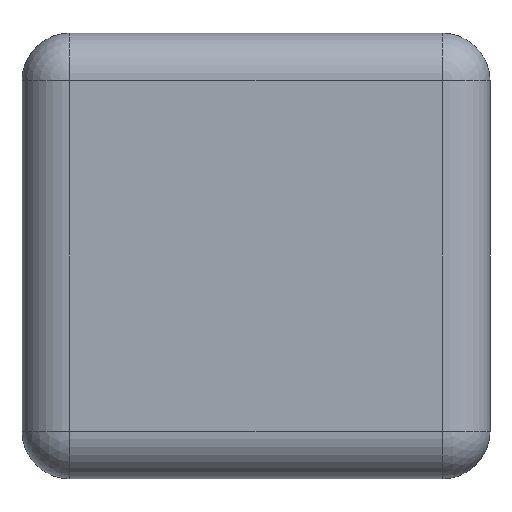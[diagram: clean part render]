
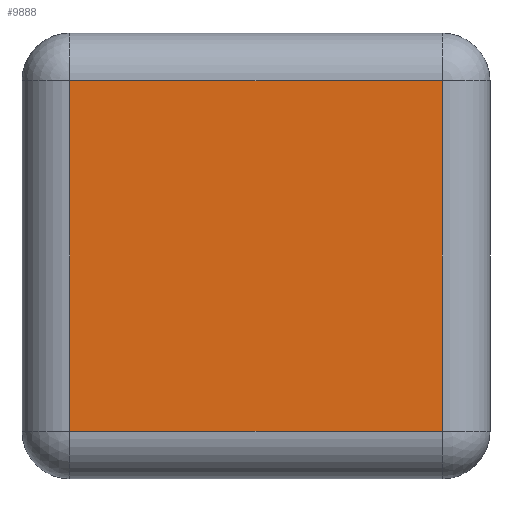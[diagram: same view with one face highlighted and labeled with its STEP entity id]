
A CAD part, front view. The second image highlights one B-rep face of the part: STEP entity #9888.
In plain terms, the highlighted planar face has unit normal (0, -1, 0).
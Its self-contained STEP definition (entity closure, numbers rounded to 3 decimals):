
#383 = ORIENTED_EDGE ( 'NONE', *, *, #58530, .T. ) ;
#1468 = FACE_OUTER_BOUND ( 'NONE', #3401, .T. ) ;
#3401 = EDGE_LOOP ( 'NONE', ( #5788, #4335, #383, #21886 ) ) ;
#4335 = ORIENTED_EDGE ( 'NONE', *, *, #32529, .T. ) ;
#5373 = VERTEX_POINT ( 'NONE', #33318 ) ;
#5788 = ORIENTED_EDGE ( 'NONE', *, *, #39793, .T. ) ;
#7088 = DIRECTION ( 'NONE',  ( 0., 0., -1. ) ) ;
#8524 = CARTESIAN_POINT ( 'NONE',  ( 311.292, -299.909, 372.718 ) ) ;
#9456 = CARTESIAN_POINT ( 'NONE',  ( 311.292, -299.909, -292.718 ) ) ;
#9888 = ADVANCED_FACE ( 'NONE', ( #1468 ), #65885, .T. ) ;
#11705 = CARTESIAN_POINT ( 'NONE',  ( 311.292, -299.909, 292.718 ) ) ;
#16580 = VECTOR ( 'NONE', #58549, 1000. ) ;
#17404 = DIRECTION ( 'NONE',  ( -1., 0., 0. ) ) ;
#20580 = CARTESIAN_POINT ( 'NONE',  ( -311.292, -299.909, 0. ) ) ;
#21886 = ORIENTED_EDGE ( 'NONE', *, *, #24815, .T. ) ;
#24003 = LINE ( 'NONE', #8524, #38632 ) ;
#24815 = EDGE_CURVE ( 'NONE', #55550, #44453, #55400, .T. ) ;
#32529 = EDGE_CURVE ( 'NONE', #64415, #5373, #58892, .T. ) ;
#33318 = CARTESIAN_POINT ( 'NONE',  ( -311.292, -299.909, 292.718 ) ) ;
#34296 = CARTESIAN_POINT ( 'NONE',  ( 391.292, -299.909, -292.718 ) ) ;
#38632 = VECTOR ( 'NONE', #40881, 1000. ) ;
#39793 = EDGE_CURVE ( 'NONE', #44453, #64415, #24003, .T. ) ;
#40881 = DIRECTION ( 'NONE',  ( 0., 0., 1. ) ) ;
#44416 = CARTESIAN_POINT ( 'NONE',  ( -311.292, -299.909, -292.718 ) ) ;
#44453 = VERTEX_POINT ( 'NONE', #9456 ) ;
#45751 = VECTOR ( 'NONE', #50469, 1000. ) ;
#49758 = CARTESIAN_POINT ( 'NONE',  ( 0., -299.909, 292.718 ) ) ;
#50350 = CARTESIAN_POINT ( 'NONE',  ( 0., -299.909, 0. ) ) ;
#50469 = DIRECTION ( 'NONE',  ( 1., 0., 0. ) ) ;
#55400 = LINE ( 'NONE', #34296, #45751 ) ;
#55550 = VERTEX_POINT ( 'NONE', #44416 ) ;
#58530 = EDGE_CURVE ( 'NONE', #5373, #55550, #58899, .T. ) ;
#58549 = DIRECTION ( 'NONE',  ( 0., 0., -1. ) ) ;
#58892 = LINE ( 'NONE', #49758, #65770 ) ;
#58899 = LINE ( 'NONE', #20580, #16580 ) ;
#60234 = DIRECTION ( 'NONE',  ( 0., -1., 0. ) ) ;
#61058 = AXIS2_PLACEMENT_3D ( 'NONE', #50350, #60234, #7088 ) ;
#64415 = VERTEX_POINT ( 'NONE', #11705 ) ;
#65770 = VECTOR ( 'NONE', #17404, 1000. ) ;
#65885 = PLANE ( 'NONE',  #61058 ) ;
